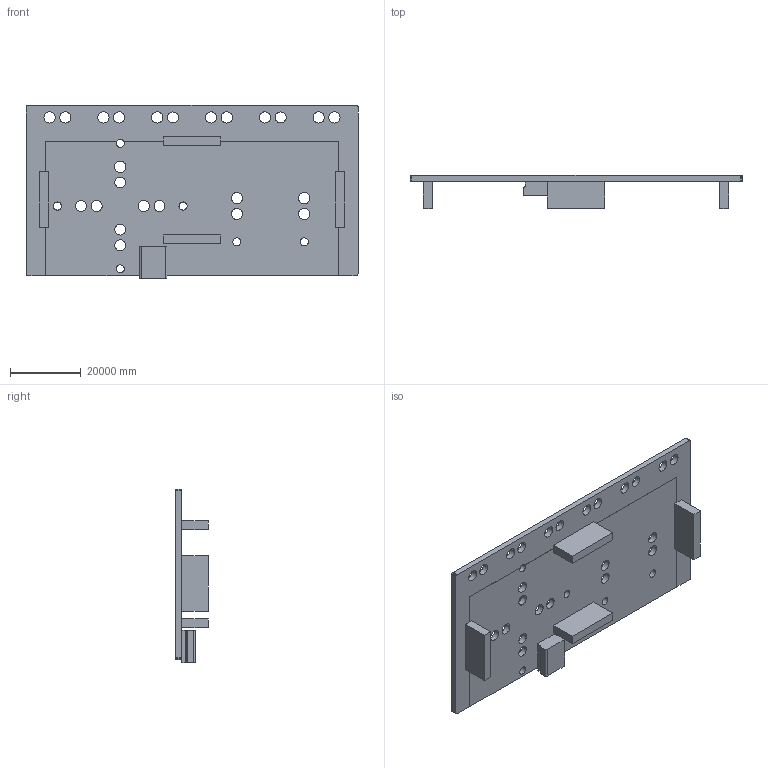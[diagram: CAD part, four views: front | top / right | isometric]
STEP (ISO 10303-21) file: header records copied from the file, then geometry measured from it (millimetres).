
FILE_DESCRIPTION((''),'2;1');
FILE_NAME('MAKEY_RESIZED','2013-04-19T',('paul.smith'),(''),'PRO/ENGINEER BY PARAMETRIC TECHNOLOGY CORPORATION, 2012060','PRO/ENGINEER BY PARAMETRIC TECHNOLOGY CORPORATION, 2012060','');
FILE_SCHEMA(('CONFIG_CONTROL_DESIGN'));
Length unit declared in the file: metre
Products named in the file (1): MAKEY_RESIZED
Bounding box: 93937.6 x 9334.5 x 49170.3 mm (x, y, z)
Volume: 8707242445372.1 mm3; surface area: 11186237362.9 mm2
Topology: 1 solids, 1 shells, 575 faces, 1652 edges, 1098 vertices
Faces by surface type: plane 487, cylinder 88
Entity records: 18754 total; most frequent: CARTESIAN_POINT 3325, ORIENTED_EDGE 3304, DIRECTION 2992, EDGE_CURVE 1652, VECTOR 1462, LINE 1462, VERTEX_POINT 1098, AXIS2_PLACEMENT_3D 765
